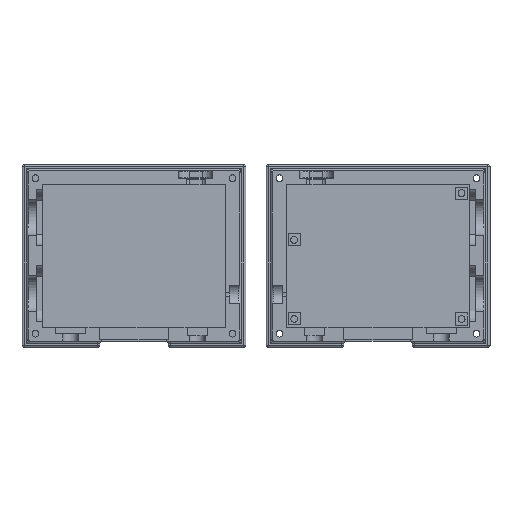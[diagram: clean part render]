
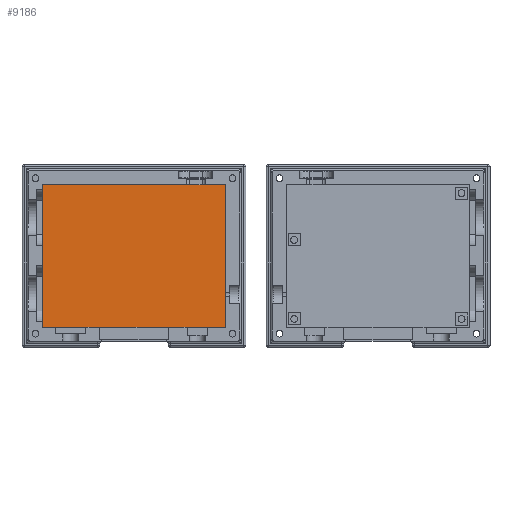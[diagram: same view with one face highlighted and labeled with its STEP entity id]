
A CAD part, top view. The second image highlights one B-rep face of the part: STEP entity #9186.
In plain terms, the highlighted planar face has unit normal (0, 0, 1).
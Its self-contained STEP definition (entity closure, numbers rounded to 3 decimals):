
#1256=FACE_OUTER_BOUND('',#1822,.T.);
#1822=EDGE_LOOP('',(#8239,#8240,#8241,#8242,#8243,#8244));
#2608=LINE('',#15592,#3480);
#2644=LINE('',#15756,#3516);
#2656=LINE('',#15780,#3528);
#2666=LINE('',#15799,#3538);
#2680=LINE('',#15868,#3552);
#2704=LINE('',#16104,#3576);
#3480=VECTOR('',#11628,10.);
#3516=VECTOR('',#11732,10.);
#3528=VECTOR('',#11758,10.);
#3538=VECTOR('',#11778,10.);
#3552=VECTOR('',#11810,10.);
#3576=VECTOR('',#11966,10.);
#4322=VERTEX_POINT('',#15589);
#4323=VERTEX_POINT('',#15591);
#4366=VERTEX_POINT('',#15753);
#4367=VERTEX_POINT('',#15755);
#4372=VERTEX_POINT('',#15779);
#4392=VERTEX_POINT('',#15866);
#5537=EDGE_CURVE('',#4322,#4323,#2608,.T.);
#5597=EDGE_CURVE('',#4366,#4367,#2644,.T.);
#5609=EDGE_CURVE('',#4323,#4372,#2656,.T.);
#5619=EDGE_CURVE('',#4372,#4366,#2666,.T.);
#5640=EDGE_CURVE('',#4392,#4322,#2680,.T.);
#5700=EDGE_CURVE('',#4367,#4392,#2704,.T.);
#8239=ORIENTED_EDGE('',*,*,#5640,.F.);
#8240=ORIENTED_EDGE('',*,*,#5700,.F.);
#8241=ORIENTED_EDGE('',*,*,#5597,.F.);
#8242=ORIENTED_EDGE('',*,*,#5619,.F.);
#8243=ORIENTED_EDGE('',*,*,#5609,.F.);
#8244=ORIENTED_EDGE('',*,*,#5537,.F.);
#8700=PLANE('',#9850);
#9186=ADVANCED_FACE('',(#1256),#8700,.F.);
#9850=AXIS2_PLACEMENT_3D('',#16103,#11964,#11965);
#11628=DIRECTION('',(-1.,0.,0.));
#11732=DIRECTION('',(0.,1.,0.));
#11758=DIRECTION('',(-1.,0.,0.));
#11778=DIRECTION('',(-1.,0.,0.));
#11810=DIRECTION('',(0.,-1.,0.));
#11964=DIRECTION('center_axis',(0.,0.,-1.));
#11965=DIRECTION('ref_axis',(-1.,0.,0.));
#11966=DIRECTION('',(1.,0.,0.));
#15589=CARTESIAN_POINT('',(-20.,10.,4.997));
#15591=CARTESIAN_POINT('',(-48.8,10.,4.997));
#15592=CARTESIAN_POINT('',(-88.775,10.,4.997));
#15753=CARTESIAN_POINT('',(-111.7,10.,4.997));
#15755=CARTESIAN_POINT('',(-111.7,81.,4.997));
#15756=CARTESIAN_POINT('',(-111.7,63.25,4.997));
#15779=CARTESIAN_POINT('',(-82.9,10.,4.997));
#15780=CARTESIAN_POINT('',(-88.775,10.,4.997));
#15799=CARTESIAN_POINT('',(-88.775,10.,4.997));
#15866=CARTESIAN_POINT('',(-20.,81.,4.997));
#15868=CARTESIAN_POINT('',(-20.,27.75,4.997));
#16103=CARTESIAN_POINT('Origin',(-65.85,45.5,4.997));
#16104=CARTESIAN_POINT('',(-42.925,81.,4.997));
